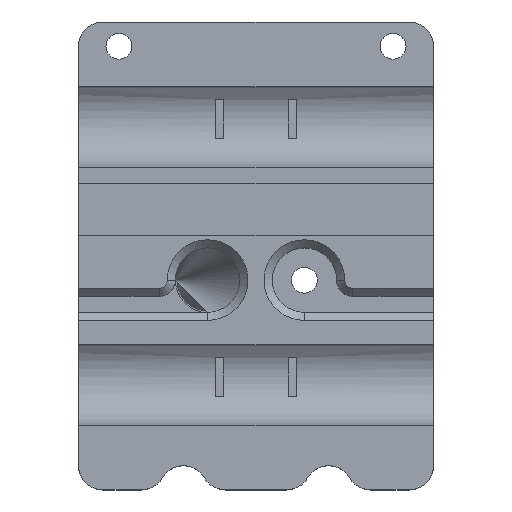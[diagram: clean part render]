
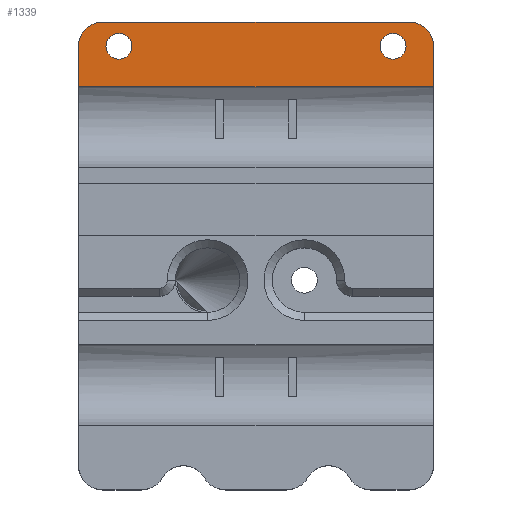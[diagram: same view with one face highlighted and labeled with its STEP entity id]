
A CAD part, top view. The second image highlights one B-rep face of the part: STEP entity #1339.
In plain terms, the highlighted planar face has unit normal (0, 0, 1).
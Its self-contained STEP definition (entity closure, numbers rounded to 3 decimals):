
#33 = CYLINDRICAL_SURFACE('',#34,3.);
#34 = AXIS2_PLACEMENT_3D('',#35,#36,#37);
#35 = CARTESIAN_POINT('',(40.,49.,0.));
#36 = DIRECTION('',(0.,0.,1.));
#37 = DIRECTION('',(0.,1.,0.));
#58 = VERTEX_POINT('',#59);
#59 = CARTESIAN_POINT('',(43.,49.,15.));
#73 = PLANE('',#74);
#74 = AXIS2_PLACEMENT_3D('',#75,#76,#77);
#75 = CARTESIAN_POINT('',(43.,24.113,6.12));
#76 = DIRECTION('',(1.,0.,0.));
#77 = DIRECTION('',(0.,0.,1.));
#85 = EDGE_CURVE('',#86,#58,#88,.T.);
#86 = VERTEX_POINT('',#87);
#87 = CARTESIAN_POINT('',(40.,52.,15.));
#88 = SURFACE_CURVE('',#89,(#94,#101),.PCURVE_S1.);
#89 = CIRCLE('',#90,3.);
#90 = AXIS2_PLACEMENT_3D('',#91,#92,#93);
#91 = CARTESIAN_POINT('',(40.,49.,15.));
#92 = DIRECTION('',(-0.,-0.,-1.));
#93 = DIRECTION('',(0.,-1.,0.));
#94 = PCURVE('',#33,#95);
#95 = DEFINITIONAL_REPRESENTATION('',(#96),#100);
#96 = LINE('',#97,#98);
#97 = CARTESIAN_POINT('',(3.142,15.));
#98 = VECTOR('',#99,1.);
#99 = DIRECTION('',(-1.,0.));
#100 = ( GEOMETRIC_REPRESENTATION_CONTEXT(2) 
PARAMETRIC_REPRESENTATION_CONTEXT() REPRESENTATION_CONTEXT('2D SPACE',''
  ) );
#101 = PCURVE('',#102,#107);
#102 = PLANE('',#103);
#103 = AXIS2_PLACEMENT_3D('',#104,#105,#106);
#104 = CARTESIAN_POINT('',(-1.,0.,15.));
#105 = DIRECTION('',(0.,0.,1.));
#106 = DIRECTION('',(1.,0.,0.));
#107 = DEFINITIONAL_REPRESENTATION('',(#108),#116);
#108 = ( BOUNDED_CURVE() B_SPLINE_CURVE(2,(#109,#110,#111,#112,#113,#114
,#115),.UNSPECIFIED.,.T.,.F.) B_SPLINE_CURVE_WITH_KNOTS((1,2,2,2,2,1),(
    -2.094,0.,2.094,4.189,6.283,
8.378),.UNSPECIFIED.) CURVE() GEOMETRIC_REPRESENTATION_ITEM() 
RATIONAL_B_SPLINE_CURVE((1.,0.5,1.,0.5,1.,0.5,1.)) REPRESENTATION_ITEM(
  '') );
#109 = CARTESIAN_POINT('',(41.,46.));
#110 = CARTESIAN_POINT('',(35.804,46.));
#111 = CARTESIAN_POINT('',(38.402,50.5));
#112 = CARTESIAN_POINT('',(41.,55.));
#113 = CARTESIAN_POINT('',(43.598,50.5));
#114 = CARTESIAN_POINT('',(46.196,46.));
#115 = CARTESIAN_POINT('',(41.,46.));
#116 = ( GEOMETRIC_REPRESENTATION_CONTEXT(2) 
PARAMETRIC_REPRESENTATION_CONTEXT() REPRESENTATION_CONTEXT('2D SPACE',''
  ) );
#132 = PLANE('',#133);
#133 = AXIS2_PLACEMENT_3D('',#134,#135,#136);
#134 = CARTESIAN_POINT('',(-1.,52.,0.));
#135 = DIRECTION('',(0.,1.,0.));
#136 = DIRECTION('',(0.,0.,1.));
#510 = PLANE('',#511);
#511 = AXIS2_PLACEMENT_3D('',#512,#513,#514);
#512 = CARTESIAN_POINT('',(-1.,24.113,6.12));
#513 = DIRECTION('',(-1.,0.,0.));
#514 = DIRECTION('',(0.,0.,-1.));
#539 = CYLINDRICAL_SURFACE('',#540,3.);
#540 = AXIS2_PLACEMENT_3D('',#541,#542,#543);
#541 = CARTESIAN_POINT('',(2.,49.,0.));
#542 = DIRECTION('',(0.,0.,1.));
#543 = DIRECTION('',(-1.,0.,0.));
#812 = EDGE_CURVE('',#813,#58,#815,.T.);
#813 = VERTEX_POINT('',#814);
#814 = CARTESIAN_POINT('',(43.,44.,15.));
#815 = SURFACE_CURVE('',#816,(#820,#827),.PCURVE_S1.);
#816 = LINE('',#817,#818);
#817 = CARTESIAN_POINT('',(43.,0.,15.));
#818 = VECTOR('',#819,1.);
#819 = DIRECTION('',(0.,1.,0.));
#820 = PCURVE('',#73,#821);
#821 = DEFINITIONAL_REPRESENTATION('',(#822),#826);
#822 = LINE('',#823,#824);
#823 = CARTESIAN_POINT('',(8.88,24.113));
#824 = VECTOR('',#825,1.);
#825 = DIRECTION('',(0.,-1.));
#826 = ( GEOMETRIC_REPRESENTATION_CONTEXT(2) 
PARAMETRIC_REPRESENTATION_CONTEXT() REPRESENTATION_CONTEXT('2D SPACE',''
  ) );
#827 = PCURVE('',#102,#828);
#828 = DEFINITIONAL_REPRESENTATION('',(#829),#833);
#829 = LINE('',#830,#831);
#830 = CARTESIAN_POINT('',(44.,0.));
#831 = VECTOR('',#832,1.);
#832 = DIRECTION('',(0.,1.));
#833 = ( GEOMETRIC_REPRESENTATION_CONTEXT(2) 
PARAMETRIC_REPRESENTATION_CONTEXT() REPRESENTATION_CONTEXT('2D SPACE',''
  ) );
#851 = PLANE('',#852);
#852 = AXIS2_PLACEMENT_3D('',#853,#854,#855);
#853 = CARTESIAN_POINT('',(-1.,44.,9.));
#854 = DIRECTION('',(0.,1.,0.));
#855 = DIRECTION('',(0.,0.,1.));
#1339 = ADVANCED_FACE('',(#1340,#1437,#1468),#102,.T.);
#1340 = FACE_BOUND('',#1341,.T.);
#1341 = EDGE_LOOP('',(#1342,#1367,#1386,#1387,#1388,#1411));
#1342 = ORIENTED_EDGE('',*,*,#1343,.F.);
#1343 = EDGE_CURVE('',#1344,#1346,#1348,.T.);
#1344 = VERTEX_POINT('',#1345);
#1345 = CARTESIAN_POINT('',(-1.,44.,15.));
#1346 = VERTEX_POINT('',#1347);
#1347 = CARTESIAN_POINT('',(-1.,49.,15.));
#1348 = SURFACE_CURVE('',#1349,(#1353,#1360),.PCURVE_S1.);
#1349 = LINE('',#1350,#1351);
#1350 = CARTESIAN_POINT('',(-1.,0.,15.));
#1351 = VECTOR('',#1352,1.);
#1352 = DIRECTION('',(0.,1.,0.));
#1353 = PCURVE('',#102,#1354);
#1354 = DEFINITIONAL_REPRESENTATION('',(#1355),#1359);
#1355 = LINE('',#1356,#1357);
#1356 = CARTESIAN_POINT('',(0.,0.));
#1357 = VECTOR('',#1358,1.);
#1358 = DIRECTION('',(0.,1.));
#1359 = ( GEOMETRIC_REPRESENTATION_CONTEXT(2) 
PARAMETRIC_REPRESENTATION_CONTEXT() REPRESENTATION_CONTEXT('2D SPACE',''
  ) );
#1360 = PCURVE('',#510,#1361);
#1361 = DEFINITIONAL_REPRESENTATION('',(#1362),#1366);
#1362 = LINE('',#1363,#1364);
#1363 = CARTESIAN_POINT('',(-8.88,24.113));
#1364 = VECTOR('',#1365,1.);
#1365 = DIRECTION('',(0.,-1.));
#1366 = ( GEOMETRIC_REPRESENTATION_CONTEXT(2) 
PARAMETRIC_REPRESENTATION_CONTEXT() REPRESENTATION_CONTEXT('2D SPACE',''
  ) );
#1367 = ORIENTED_EDGE('',*,*,#1368,.F.);
#1368 = EDGE_CURVE('',#813,#1344,#1369,.T.);
#1369 = SURFACE_CURVE('',#1370,(#1374,#1380),.PCURVE_S1.);
#1370 = LINE('',#1371,#1372);
#1371 = CARTESIAN_POINT('',(-1.,44.,15.));
#1372 = VECTOR('',#1373,1.);
#1373 = DIRECTION('',(-1.,0.,0.));
#1374 = PCURVE('',#102,#1375);
#1375 = DEFINITIONAL_REPRESENTATION('',(#1376),#1379);
#1376 = B_SPLINE_CURVE_WITH_KNOTS('',1,(#1377,#1378),.UNSPECIFIED.,.F.,
  .F.,(2,2),(-44.,0.),.PIECEWISE_BEZIER_KNOTS.);
#1377 = CARTESIAN_POINT('',(44.,44.));
#1378 = CARTESIAN_POINT('',(0.,44.));
#1379 = ( GEOMETRIC_REPRESENTATION_CONTEXT(2) 
PARAMETRIC_REPRESENTATION_CONTEXT() REPRESENTATION_CONTEXT('2D SPACE',''
  ) );
#1380 = PCURVE('',#851,#1381);
#1381 = DEFINITIONAL_REPRESENTATION('',(#1382),#1385);
#1382 = B_SPLINE_CURVE_WITH_KNOTS('',1,(#1383,#1384),.UNSPECIFIED.,.F.,
  .F.,(2,2),(-44.,0.),.PIECEWISE_BEZIER_KNOTS.);
#1383 = CARTESIAN_POINT('',(6.,44.));
#1384 = CARTESIAN_POINT('',(6.,0.));
#1385 = ( GEOMETRIC_REPRESENTATION_CONTEXT(2) 
PARAMETRIC_REPRESENTATION_CONTEXT() REPRESENTATION_CONTEXT('2D SPACE',''
  ) );
#1386 = ORIENTED_EDGE('',*,*,#812,.T.);
#1387 = ORIENTED_EDGE('',*,*,#85,.F.);
#1388 = ORIENTED_EDGE('',*,*,#1389,.F.);
#1389 = EDGE_CURVE('',#1390,#86,#1392,.T.);
#1390 = VERTEX_POINT('',#1391);
#1391 = CARTESIAN_POINT('',(2.,52.,15.));
#1392 = SURFACE_CURVE('',#1393,(#1397,#1404),.PCURVE_S1.);
#1393 = LINE('',#1394,#1395);
#1394 = CARTESIAN_POINT('',(-1.,52.,15.));
#1395 = VECTOR('',#1396,1.);
#1396 = DIRECTION('',(1.,0.,0.));
#1397 = PCURVE('',#102,#1398);
#1398 = DEFINITIONAL_REPRESENTATION('',(#1399),#1403);
#1399 = LINE('',#1400,#1401);
#1400 = CARTESIAN_POINT('',(0.,52.));
#1401 = VECTOR('',#1402,1.);
#1402 = DIRECTION('',(1.,0.));
#1403 = ( GEOMETRIC_REPRESENTATION_CONTEXT(2) 
PARAMETRIC_REPRESENTATION_CONTEXT() REPRESENTATION_CONTEXT('2D SPACE',''
  ) );
#1404 = PCURVE('',#132,#1405);
#1405 = DEFINITIONAL_REPRESENTATION('',(#1406),#1410);
#1406 = LINE('',#1407,#1408);
#1407 = CARTESIAN_POINT('',(15.,0.));
#1408 = VECTOR('',#1409,1.);
#1409 = DIRECTION('',(0.,1.));
#1410 = ( GEOMETRIC_REPRESENTATION_CONTEXT(2) 
PARAMETRIC_REPRESENTATION_CONTEXT() REPRESENTATION_CONTEXT('2D SPACE',''
  ) );
#1411 = ORIENTED_EDGE('',*,*,#1412,.F.);
#1412 = EDGE_CURVE('',#1346,#1390,#1413,.T.);
#1413 = SURFACE_CURVE('',#1414,(#1419,#1430),.PCURVE_S1.);
#1414 = CIRCLE('',#1415,3.);
#1415 = AXIS2_PLACEMENT_3D('',#1416,#1417,#1418);
#1416 = CARTESIAN_POINT('',(2.,49.,15.));
#1417 = DIRECTION('',(-0.,-0.,-1.));
#1418 = DIRECTION('',(0.,-1.,0.));
#1419 = PCURVE('',#102,#1420);
#1420 = DEFINITIONAL_REPRESENTATION('',(#1421),#1429);
#1421 = ( BOUNDED_CURVE() B_SPLINE_CURVE(2,(#1422,#1423,#1424,#1425,
#1426,#1427,#1428),.UNSPECIFIED.,.T.,.F.) B_SPLINE_CURVE_WITH_KNOTS((1,2
    ,2,2,2,1),(-2.094,0.,2.094,4.189,
6.283,8.378),.UNSPECIFIED.) CURVE() 
GEOMETRIC_REPRESENTATION_ITEM() RATIONAL_B_SPLINE_CURVE((1.,0.5,1.,0.5,
1.,0.5,1.)) REPRESENTATION_ITEM('') );
#1422 = CARTESIAN_POINT('',(3.,46.));
#1423 = CARTESIAN_POINT('',(-2.196,46.));
#1424 = CARTESIAN_POINT('',(0.402,50.5));
#1425 = CARTESIAN_POINT('',(3.,55.));
#1426 = CARTESIAN_POINT('',(5.598,50.5));
#1427 = CARTESIAN_POINT('',(8.196,46.));
#1428 = CARTESIAN_POINT('',(3.,46.));
#1429 = ( GEOMETRIC_REPRESENTATION_CONTEXT(2) 
PARAMETRIC_REPRESENTATION_CONTEXT() REPRESENTATION_CONTEXT('2D SPACE',''
  ) );
#1430 = PCURVE('',#539,#1431);
#1431 = DEFINITIONAL_REPRESENTATION('',(#1432),#1436);
#1432 = LINE('',#1433,#1434);
#1433 = CARTESIAN_POINT('',(1.571,15.));
#1434 = VECTOR('',#1435,1.);
#1435 = DIRECTION('',(-1.,0.));
#1436 = ( GEOMETRIC_REPRESENTATION_CONTEXT(2) 
PARAMETRIC_REPRESENTATION_CONTEXT() REPRESENTATION_CONTEXT('2D SPACE',''
  ) );
#1437 = FACE_BOUND('',#1438,.T.);
#1438 = EDGE_LOOP('',(#1439));
#1439 = ORIENTED_EDGE('',*,*,#1440,.F.);
#1440 = EDGE_CURVE('',#1441,#1441,#1443,.T.);
#1441 = VERTEX_POINT('',#1442);
#1442 = CARTESIAN_POINT('',(5.6,49.,15.));
#1443 = SURFACE_CURVE('',#1444,(#1449,#1456),.PCURVE_S1.);
#1444 = CIRCLE('',#1445,1.6);
#1445 = AXIS2_PLACEMENT_3D('',#1446,#1447,#1448);
#1446 = CARTESIAN_POINT('',(4.,49.,15.));
#1447 = DIRECTION('',(0.,0.,1.));
#1448 = DIRECTION('',(1.,0.,0.));
#1449 = PCURVE('',#102,#1450);
#1450 = DEFINITIONAL_REPRESENTATION('',(#1451),#1455);
#1451 = CIRCLE('',#1452,1.6);
#1452 = AXIS2_PLACEMENT_2D('',#1453,#1454);
#1453 = CARTESIAN_POINT('',(5.,49.));
#1454 = DIRECTION('',(1.,0.));
#1455 = ( GEOMETRIC_REPRESENTATION_CONTEXT(2) 
PARAMETRIC_REPRESENTATION_CONTEXT() REPRESENTATION_CONTEXT('2D SPACE',''
  ) );
#1456 = PCURVE('',#1457,#1462);
#1457 = CYLINDRICAL_SURFACE('',#1458,1.6);
#1458 = AXIS2_PLACEMENT_3D('',#1459,#1460,#1461);
#1459 = CARTESIAN_POINT('',(4.,49.,0.));
#1460 = DIRECTION('',(0.,0.,1.));
#1461 = DIRECTION('',(1.,0.,0.));
#1462 = DEFINITIONAL_REPRESENTATION('',(#1463),#1467);
#1463 = LINE('',#1464,#1465);
#1464 = CARTESIAN_POINT('',(0.,15.));
#1465 = VECTOR('',#1466,1.);
#1466 = DIRECTION('',(1.,0.));
#1467 = ( GEOMETRIC_REPRESENTATION_CONTEXT(2) 
PARAMETRIC_REPRESENTATION_CONTEXT() REPRESENTATION_CONTEXT('2D SPACE',''
  ) );
#1468 = FACE_BOUND('',#1469,.T.);
#1469 = EDGE_LOOP('',(#1470));
#1470 = ORIENTED_EDGE('',*,*,#1471,.F.);
#1471 = EDGE_CURVE('',#1472,#1472,#1474,.T.);
#1472 = VERTEX_POINT('',#1473);
#1473 = CARTESIAN_POINT('',(39.6,49.,15.));
#1474 = SURFACE_CURVE('',#1475,(#1480,#1487),.PCURVE_S1.);
#1475 = CIRCLE('',#1476,1.6);
#1476 = AXIS2_PLACEMENT_3D('',#1477,#1478,#1479);
#1477 = CARTESIAN_POINT('',(38.,49.,15.));
#1478 = DIRECTION('',(0.,0.,1.));
#1479 = DIRECTION('',(1.,0.,0.));
#1480 = PCURVE('',#102,#1481);
#1481 = DEFINITIONAL_REPRESENTATION('',(#1482),#1486);
#1482 = CIRCLE('',#1483,1.6);
#1483 = AXIS2_PLACEMENT_2D('',#1484,#1485);
#1484 = CARTESIAN_POINT('',(39.,49.));
#1485 = DIRECTION('',(1.,0.));
#1486 = ( GEOMETRIC_REPRESENTATION_CONTEXT(2) 
PARAMETRIC_REPRESENTATION_CONTEXT() REPRESENTATION_CONTEXT('2D SPACE',''
  ) );
#1487 = PCURVE('',#1488,#1493);
#1488 = CYLINDRICAL_SURFACE('',#1489,1.6);
#1489 = AXIS2_PLACEMENT_3D('',#1490,#1491,#1492);
#1490 = CARTESIAN_POINT('',(38.,49.,0.));
#1491 = DIRECTION('',(0.,0.,1.));
#1492 = DIRECTION('',(1.,0.,0.));
#1493 = DEFINITIONAL_REPRESENTATION('',(#1494),#1498);
#1494 = LINE('',#1495,#1496);
#1495 = CARTESIAN_POINT('',(0.,15.));
#1496 = VECTOR('',#1497,1.);
#1497 = DIRECTION('',(1.,0.));
#1498 = ( GEOMETRIC_REPRESENTATION_CONTEXT(2) 
PARAMETRIC_REPRESENTATION_CONTEXT() REPRESENTATION_CONTEXT('2D SPACE',''
  ) );
